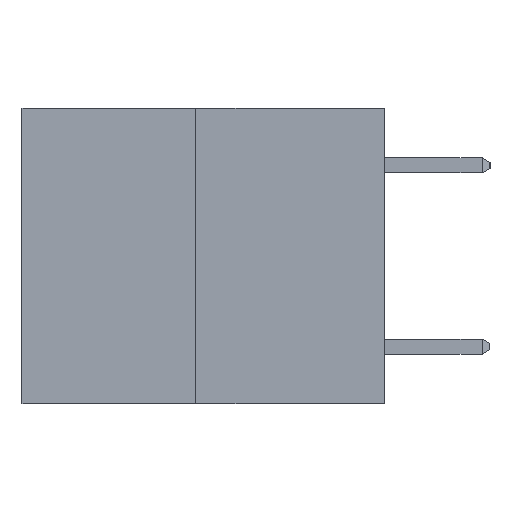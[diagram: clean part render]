
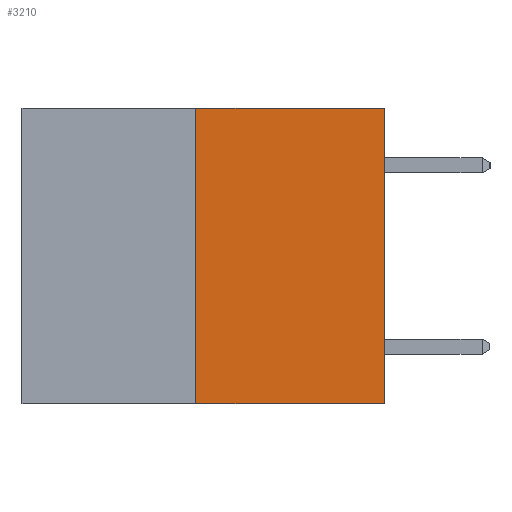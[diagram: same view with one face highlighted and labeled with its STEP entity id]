
A CAD part, left-side view. The second image highlights one B-rep face of the part: STEP entity #3210.
In plain terms, the highlighted planar face has unit normal (-1, 0, 0).
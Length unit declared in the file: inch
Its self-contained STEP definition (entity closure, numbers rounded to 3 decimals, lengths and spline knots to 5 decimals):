
#82 = ORIENTED_EDGE ( 'NONE', *, *, #7712, .T. ) ;
#268 = PLANE ( 'NONE',  #1982 ) ;
#530 = VERTEX_POINT ( 'NONE', #10194 ) ;
#798 = LINE ( 'NONE', #11167, #8420 ) ;
#847 = VERTEX_POINT ( 'NONE', #10218 ) ;
#1286 = FACE_OUTER_BOUND ( 'NONE', #10022, .T. ) ;
#1815 = ORIENTED_EDGE ( 'NONE', *, *, #6712, .F. ) ;
#1982 = AXIS2_PLACEMENT_3D ( 'NONE', #2033, #4659, #5635 ) ;
#2033 = CARTESIAN_POINT ( 'NONE',  ( 0., 0.6, 0. ) ) ;
#2654 = VERTEX_POINT ( 'NONE', #10798 ) ;
#2683 = VECTOR ( 'NONE', #4939, 39.37008 ) ;
#2712 = EDGE_CURVE ( 'NONE', #847, #530, #7787, .T. ) ;
#3210 = ADVANCED_FACE ( 'NONE', ( #1286 ), #268, .F. ) ;
#4159 = DIRECTION ( 'NONE',  ( 0., -1., 0. ) ) ;
#4659 = DIRECTION ( 'NONE',  ( 1., 0., 0. ) ) ;
#4939 = DIRECTION ( 'NONE',  ( 0., 0., 1. ) ) ;
#5635 = DIRECTION ( 'NONE',  ( 0., 0., -1. ) ) ;
#6205 = LINE ( 'NONE', #9276, #2683 ) ;
#6268 = CARTESIAN_POINT ( 'NONE',  ( 0., 0.6, 0. ) ) ;
#6324 = VERTEX_POINT ( 'NONE', #8602 ) ;
#6350 = ORIENTED_EDGE ( 'NONE', *, *, #2712, .T. ) ;
#6387 = EDGE_CURVE ( 'NONE', #847, #6324, #798, .T. ) ;
#6703 = ORIENTED_EDGE ( 'NONE', *, *, #6387, .F. ) ;
#6712 = EDGE_CURVE ( 'NONE', #6324, #2654, #7326, .T. ) ;
#7326 = LINE ( 'NONE', #6268, #8558 ) ;
#7712 = EDGE_CURVE ( 'NONE', #530, #2654, #6205, .T. ) ;
#7787 = LINE ( 'NONE', #9413, #11216 ) ;
#8420 = VECTOR ( 'NONE', #11236, 39.37008 ) ;
#8558 = VECTOR ( 'NONE', #9876, 39.37008 ) ;
#8602 = CARTESIAN_POINT ( 'NONE',  ( 0., 0.312, 0. ) ) ;
#9276 = CARTESIAN_POINT ( 'NONE',  ( 0., 0., 0. ) ) ;
#9413 = CARTESIAN_POINT ( 'NONE',  ( 0., 0.6, -0.49 ) ) ;
#9876 = DIRECTION ( 'NONE',  ( 0., -1., 0. ) ) ;
#10022 = EDGE_LOOP ( 'NONE', ( #6703, #6350, #82, #1815 ) ) ;
#10194 = CARTESIAN_POINT ( 'NONE',  ( 0., 0., -0.49 ) ) ;
#10218 = CARTESIAN_POINT ( 'NONE',  ( 0., 0.312, -0.49 ) ) ;
#10798 = CARTESIAN_POINT ( 'NONE',  ( 0., 0., 0. ) ) ;
#11167 = CARTESIAN_POINT ( 'NONE',  ( 0., 0.312, -0.49 ) ) ;
#11216 = VECTOR ( 'NONE', #4159, 39.37008 ) ;
#11236 = DIRECTION ( 'NONE',  ( 0., 0., 1. ) ) ;
